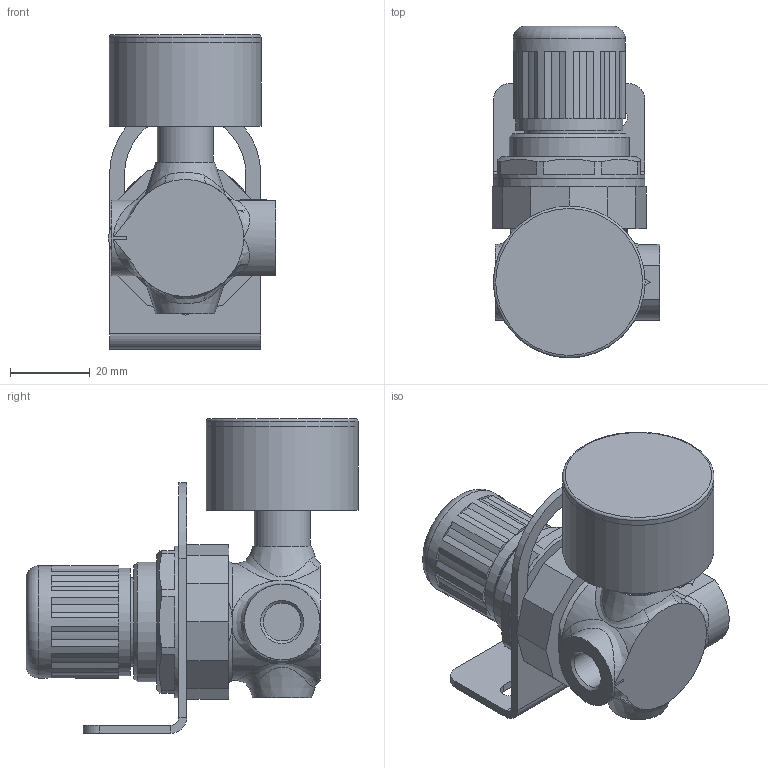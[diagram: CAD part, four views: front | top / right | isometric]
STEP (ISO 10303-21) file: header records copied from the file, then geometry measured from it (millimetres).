
FILE_DESCRIPTION(/* description */ ('Main Pressure Regulator'),/* implementation_level */ '2;1');
FILE_NAME(/* name */ 'Pneu_Norgren_R07-100-RNEA.iam.stp',/* time_stamp */ '2016-01-07T16:51:00-08:00',/* author */ ('Autodesk, Inc.'),/* organization */ ('Autodesk, Inc.'),/* preprocessor_version */ 'ST-DEVELOPER v16.1',/* originating_system */ 'Autodesk Inventor 2016',/* authorisation */ '');
FILE_SCHEMA (('AUTOMOTIVE_DESIGN { 1 0 10303 214 3 1 1 }'));
Length unit declared in the file: inch
Products named in the file (7): Pneumatics_Norgren_R07-100-RNEA; Pneumatics_Norgren_18-025-003_Bracket; Pneumatics_Norgren_18-025-003_Panel Nut; 18-013-212_Top; 18-013-212_Base; Pneu_Norgren_18-013-212; Pneu_Norgren_R07-100-RNEA
Assembly tree (6 placements, depth 3):
  Pneu_Norgren_R07-100-RNEA
    Pneumatics_Norgren_R07-100-RNEA
    Pneumatics_Norgren_18-025-003_Bracket
    Pneumatics_Norgren_18-025-003_Panel Nut
    Pneu_Norgren_18-013-212
      18-013-212_Top
      18-013-212_Base
Bounding box: 42.16 x 83.39 x 79 mm (x, y, z)
Volume: 88165 mm3; surface area: 28010.7 mm2
Topology: 5 solids, 5 shells, 276 faces, 718 edges, 471 vertices
Faces by surface type: plane 174, cylinder 75, cone 13, bspline 10, torus 4
Full cylindrical faces by diameter (mm): 2.5 x2, 4.57 x1, 9.23 x1, 9.49 x2, 9.91 x1, 14 x1, 19.047 x1, 20.07 x1, 22.37 x1, 26.92 x1, 28.19 x1, 28.3 x1, 30 x1, 30.1 x1, 30.2 x1, 37.1 x1, 38 x1, 38.1 x2
Entity records: 10873 total; most frequent: CARTESIAN_POINT 3817, DIRECTION 1374, ORIENTED_EDGE 1348, EDGE_CURVE 674, AXIS2_PLACEMENT_3D 486, VERTEX_POINT 465, LINE 402, VECTOR 402
